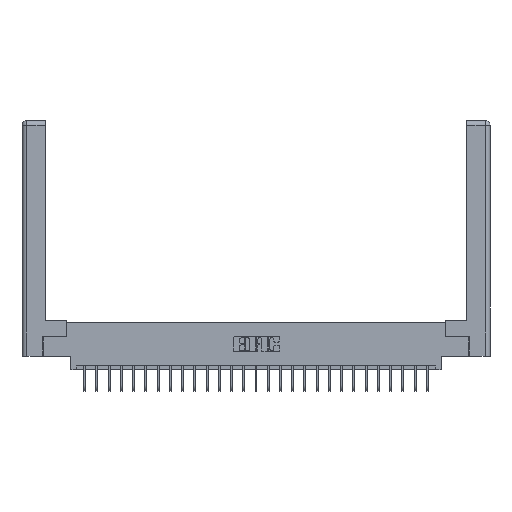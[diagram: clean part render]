
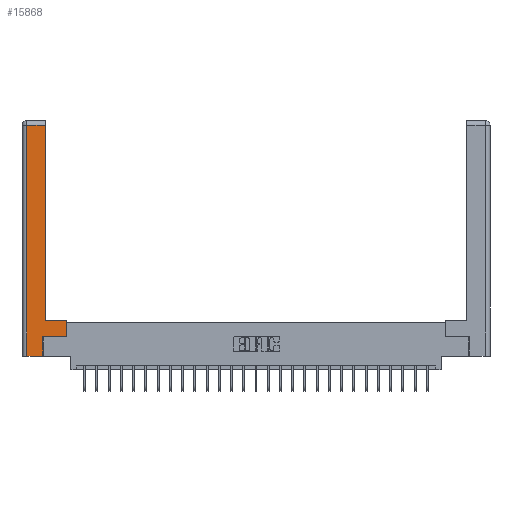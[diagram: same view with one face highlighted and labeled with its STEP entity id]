
A CAD part, top view. The second image highlights one B-rep face of the part: STEP entity #15868.
In plain terms, the highlighted planar face has unit normal (0, 0, 1).
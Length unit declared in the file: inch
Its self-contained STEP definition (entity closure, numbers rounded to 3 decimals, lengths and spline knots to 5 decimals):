
#178 = VERTEX_POINT ( 'NONE', #13851 ) ;
#279 = CARTESIAN_POINT ( 'NONE',  ( 0.295, 3., 0. ) ) ;
#1253 = LINE ( 'NONE', #12842, #17981 ) ;
#1913 = VECTOR ( 'NONE', #4204, 39.37008 ) ;
#3096 = LINE ( 'NONE', #8814, #3747 ) ;
#3461 = LINE ( 'NONE', #18858, #10111 ) ;
#3661 = VERTEX_POINT ( 'NONE', #10397 ) ;
#3747 = VECTOR ( 'NONE', #14905, 39.37008 ) ;
#3757 = CARTESIAN_POINT ( 'NONE',  ( 0.0615, 2.94, 0. ) ) ;
#4204 = DIRECTION ( 'NONE',  ( 1., 0., 0. ) ) ;
#5247 = CARTESIAN_POINT ( 'NONE',  ( 0.265, 0., 0. ) ) ;
#5310 = VERTEX_POINT ( 'NONE', #17787 ) ;
#6143 = LINE ( 'NONE', #16769, #18141 ) ;
#6455 = EDGE_CURVE ( 'NONE', #10619, #5310, #3096, .T. ) ;
#6634 = ORIENTED_EDGE ( 'NONE', *, *, #7823, .T. ) ;
#6803 = DIRECTION ( 'NONE',  ( -1., 0., 0. ) ) ;
#7204 = VERTEX_POINT ( 'NONE', #3757 ) ;
#7362 = ORIENTED_EDGE ( 'NONE', *, *, #14381, .T. ) ;
#7823 = EDGE_CURVE ( 'NONE', #15056, #23123, #24949, .T. ) ;
#8074 = EDGE_CURVE ( 'NONE', #5310, #178, #17033, .T. ) ;
#8077 = ORIENTED_EDGE ( 'NONE', *, *, #23549, .T. ) ;
#8741 = VECTOR ( 'NONE', #10746, 39.37008 ) ;
#8814 = CARTESIAN_POINT ( 'NONE',  ( 0.565, 0.245, 0. ) ) ;
#8821 = DIRECTION ( 'NONE',  ( 0., 1., 0. ) ) ;
#9400 = CARTESIAN_POINT ( 'NONE',  ( 0.565, 0.45, 0. ) ) ;
#9523 = DIRECTION ( 'NONE',  ( -1., 0., 0. ) ) ;
#9819 = AXIS2_PLACEMENT_3D ( 'NONE', #23620, #11737, #9523 ) ;
#10037 = CARTESIAN_POINT ( 'NONE',  ( 0.265, 0., 0. ) ) ;
#10111 = VECTOR ( 'NONE', #8821, 39.37008 ) ;
#10397 = CARTESIAN_POINT ( 'NONE',  ( 0.295, 0.45, 0. ) ) ;
#10619 = VERTEX_POINT ( 'NONE', #16145 ) ;
#10746 = DIRECTION ( 'NONE',  ( -1., 0., 0. ) ) ;
#11538 = ORIENTED_EDGE ( 'NONE', *, *, #8074, .T. ) ;
#11737 = DIRECTION ( 'NONE',  ( 0., 0., -1. ) ) ;
#11955 = VECTOR ( 'NONE', #14487, 39.37008 ) ;
#12842 = CARTESIAN_POINT ( 'NONE',  ( 0.0615, 0., 0. ) ) ;
#13128 = CARTESIAN_POINT ( 'NONE',  ( 0.295, 0.45, 0. ) ) ;
#13190 = CARTESIAN_POINT ( 'NONE',  ( 0.295, 2.94, 0. ) ) ;
#13683 = EDGE_CURVE ( 'NONE', #3661, #23727, #18549, .T. ) ;
#13743 = FACE_OUTER_BOUND ( 'NONE', #22161, .T. ) ;
#13851 = CARTESIAN_POINT ( 'NONE',  ( 0.565, 0.45, 0. ) ) ;
#14195 = ORIENTED_EDGE ( 'NONE', *, *, #18347, .T. ) ;
#14381 = EDGE_CURVE ( 'NONE', #178, #3661, #21371, .T. ) ;
#14487 = DIRECTION ( 'NONE',  ( 0., 1., 0. ) ) ;
#14689 = DIRECTION ( 'NONE',  ( 0., -1., 0. ) ) ;
#14905 = DIRECTION ( 'NONE',  ( 1., 0., 0. ) ) ;
#15056 = VERTEX_POINT ( 'NONE', #16854 ) ;
#15868 = ADVANCED_FACE ( 'NONE', ( #13743 ), #23715, .F. ) ;
#16145 = CARTESIAN_POINT ( 'NONE',  ( 0.265, 0.245, 0. ) ) ;
#16724 = VECTOR ( 'NONE', #19462, 39.37008 ) ;
#16769 = CARTESIAN_POINT ( 'NONE',  ( 0.0615, 2.94, 0. ) ) ;
#16854 = CARTESIAN_POINT ( 'NONE',  ( 0.0615, 0., 0. ) ) ;
#17033 = LINE ( 'NONE', #9400, #16724 ) ;
#17787 = CARTESIAN_POINT ( 'NONE',  ( 0.565, 0.245, 0. ) ) ;
#17969 = ORIENTED_EDGE ( 'NONE', *, *, #6455, .T. ) ;
#17981 = VECTOR ( 'NONE', #14689, 39.37008 ) ;
#18141 = VECTOR ( 'NONE', #6803, 39.37008 ) ;
#18347 = EDGE_CURVE ( 'NONE', #23123, #10619, #3461, .T. ) ;
#18549 = LINE ( 'NONE', #279, #11955 ) ;
#18858 = CARTESIAN_POINT ( 'NONE',  ( 0.265, 0.245, 0. ) ) ;
#18980 = ORIENTED_EDGE ( 'NONE', *, *, #20714, .T. ) ;
#19462 = DIRECTION ( 'NONE',  ( 0., 1., 0. ) ) ;
#20607 = ORIENTED_EDGE ( 'NONE', *, *, #13683, .T. ) ;
#20714 = EDGE_CURVE ( 'NONE', #23727, #7204, #6143, .T. ) ;
#21371 = LINE ( 'NONE', #13128, #8741 ) ;
#22161 = EDGE_LOOP ( 'NONE', ( #20607, #18980, #8077, #6634, #14195, #17969, #11538, #7362 ) ) ;
#23123 = VERTEX_POINT ( 'NONE', #5247 ) ;
#23549 = EDGE_CURVE ( 'NONE', #7204, #15056, #1253, .T. ) ;
#23620 = CARTESIAN_POINT ( 'NONE',  ( 0., 0., 0. ) ) ;
#23715 = PLANE ( 'NONE',  #9819 ) ;
#23727 = VERTEX_POINT ( 'NONE', #13190 ) ;
#24949 = LINE ( 'NONE', #10037, #1913 ) ;
